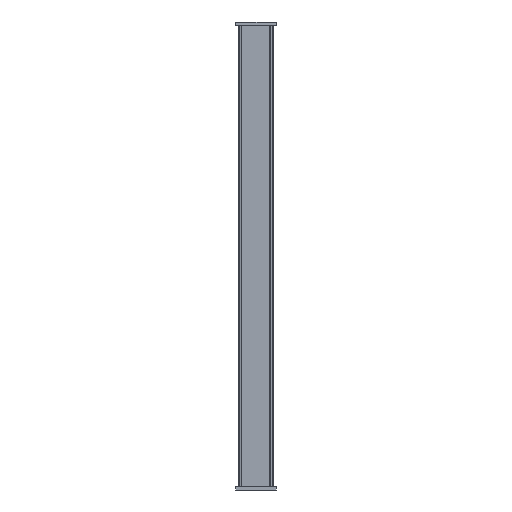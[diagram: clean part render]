
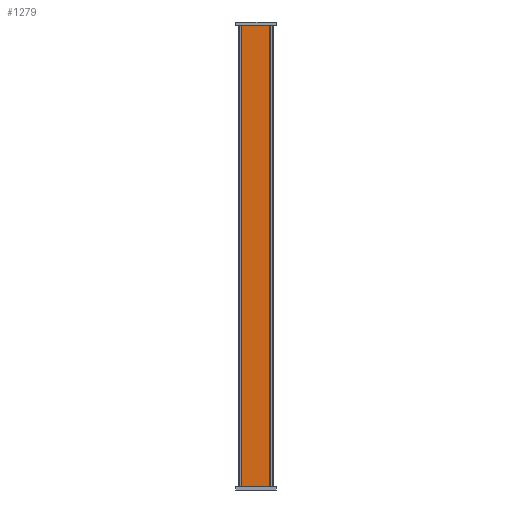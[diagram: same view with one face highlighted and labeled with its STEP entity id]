
A CAD part, left-side view. The second image highlights one B-rep face of the part: STEP entity #1279.
In plain terms, the highlighted planar face has unit normal (-0.999, 0.052, 0).
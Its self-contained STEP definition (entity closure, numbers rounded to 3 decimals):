
#66 = VECTOR ( 'NONE', #1234, 1000. ) ;
#107 = LINE ( 'NONE', #768, #66 ) ;
#143 = FACE_OUTER_BOUND ( 'NONE', #603, .T. ) ;
#152 = AXIS2_PLACEMENT_3D ( 'NONE', #1122, #632, #1239 ) ;
#220 = ORIENTED_EDGE ( 'NONE', *, *, #639, .T. ) ;
#277 = DIRECTION ( 'NONE',  ( 0.052, 0.999, 0. ) ) ;
#296 = DIRECTION ( 'NONE',  ( 0., 0., 1. ) ) ;
#356 = VERTEX_POINT ( 'NONE', #849 ) ;
#368 = CARTESIAN_POINT ( 'NONE',  ( 0.163, -2.843, -400. ) ) ;
#369 = EDGE_CURVE ( 'NONE', #356, #640, #107, .T. ) ;
#398 = CARTESIAN_POINT ( 'NONE',  ( 0.163, -2.843, -400. ) ) ;
#500 = VECTOR ( 'NONE', #1197, 1000. ) ;
#522 = LINE ( 'NONE', #976, #500 ) ;
#539 = CARTESIAN_POINT ( 'NONE',  ( 0.163, -2.843, 0. ) ) ;
#542 = ORIENTED_EDGE ( 'NONE', *, *, #369, .F. ) ;
#565 = VECTOR ( 'NONE', #296, 1000. ) ;
#603 = EDGE_LOOP ( 'NONE', ( #220, #1002, #542, #1070 ) ) ;
#632 = DIRECTION ( 'NONE',  ( 0.999, -0.052, 0. ) ) ;
#639 = EDGE_CURVE ( 'NONE', #760, #1036, #1221, .T. ) ;
#640 = VERTEX_POINT ( 'NONE', #368 ) ;
#652 = VECTOR ( 'NONE', #277, 1000. ) ;
#733 = CARTESIAN_POINT ( 'NONE',  ( 0.312, 0., 0. ) ) ;
#760 = VERTEX_POINT ( 'NONE', #1071 ) ;
#768 = CARTESIAN_POINT ( 'NONE',  ( 0.312, 0., -400. ) ) ;
#822 = PLANE ( 'NONE',  #152 ) ;
#829 = EDGE_CURVE ( 'NONE', #356, #760, #522, .T. ) ;
#849 = CARTESIAN_POINT ( 'NONE',  ( -1.161, -28.105, -400. ) ) ;
#976 = CARTESIAN_POINT ( 'NONE',  ( -1.161, -28.105, -400. ) ) ;
#1002 = ORIENTED_EDGE ( 'NONE', *, *, #1253, .F. ) ;
#1036 = VERTEX_POINT ( 'NONE', #539 ) ;
#1062 = LINE ( 'NONE', #398, #565 ) ;
#1070 = ORIENTED_EDGE ( 'NONE', *, *, #829, .T. ) ;
#1071 = CARTESIAN_POINT ( 'NONE',  ( -1.161, -28.105, 0. ) ) ;
#1122 = CARTESIAN_POINT ( 'NONE',  ( 0.312, 0., -400. ) ) ;
#1197 = DIRECTION ( 'NONE',  ( 0., 0., 1. ) ) ;
#1221 = LINE ( 'NONE', #733, #652 ) ;
#1234 = DIRECTION ( 'NONE',  ( 0.052, 0.999, 0. ) ) ;
#1239 = DIRECTION ( 'NONE',  ( 0.052, 0.999, 0. ) ) ;
#1253 = EDGE_CURVE ( 'NONE', #640, #1036, #1062, .T. ) ;
#1279 = ADVANCED_FACE ( 'NONE', ( #143 ), #822, .F. ) ;
